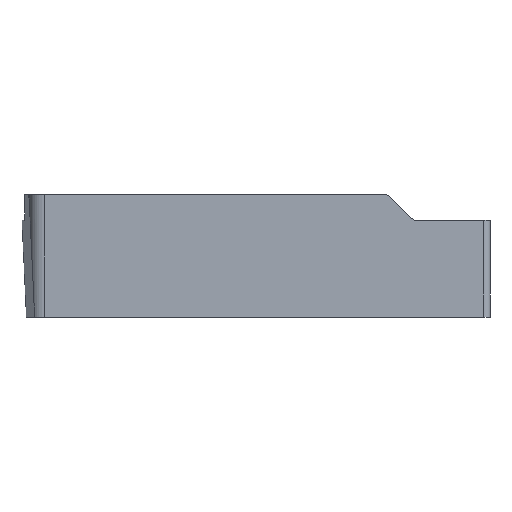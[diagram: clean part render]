
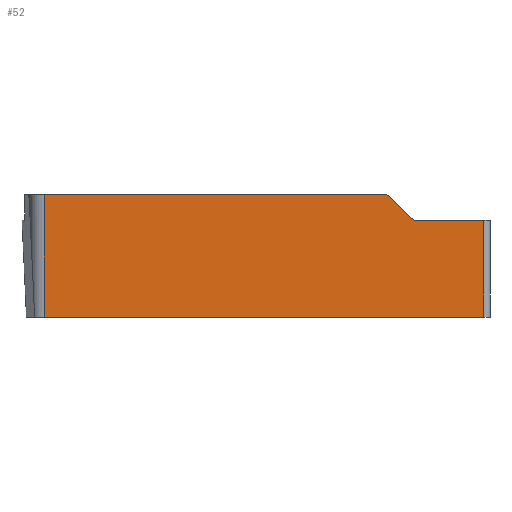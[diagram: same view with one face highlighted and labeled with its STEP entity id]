
A CAD part, left-side view. The second image highlights one B-rep face of the part: STEP entity #52.
In plain terms, the highlighted planar face has unit normal (-1, 0, 0).
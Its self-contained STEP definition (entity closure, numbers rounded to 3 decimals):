
#52=ADVANCED_FACE('',(#89),#71,.F.);
#71=PLANE('',#520);
#89=FACE_OUTER_BOUND('',#112,.T.);
#112=EDGE_LOOP('',(#195,#196,#197,#198,#199,#200,#201,#202));
#142=CIRCLE('',#518,0.5);
#143=CIRCLE('',#519,0.3);
#195=ORIENTED_EDGE('',*,*,#318,.F.);
#196=ORIENTED_EDGE('',*,*,#352,.T.);
#197=ORIENTED_EDGE('',*,*,#353,.T.);
#198=ORIENTED_EDGE('',*,*,#354,.T.);
#199=ORIENTED_EDGE('',*,*,#355,.T.);
#200=ORIENTED_EDGE('',*,*,#356,.T.);
#201=ORIENTED_EDGE('',*,*,#357,.F.);
#202=ORIENTED_EDGE('',*,*,#343,.F.);
#276=VERTEX_POINT('',#727);
#277=VERTEX_POINT('',#729);
#298=VERTEX_POINT('',#807);
#303=VERTEX_POINT('',#823);
#304=VERTEX_POINT('',#827);
#305=VERTEX_POINT('',#829);
#306=VERTEX_POINT('',#831);
#307=VERTEX_POINT('',#833);
#318=EDGE_CURVE('',#276,#277,#379,.T.);
#343=EDGE_CURVE('',#277,#298,#393,.T.);
#352=EDGE_CURVE('',#276,#303,#399,.T.);
#353=EDGE_CURVE('',#303,#304,#400,.T.);
#354=EDGE_CURVE('',#304,#305,#142,.T.);
#355=EDGE_CURVE('',#305,#306,#401,.T.);
#356=EDGE_CURVE('',#306,#307,#143,.T.);
#357=EDGE_CURVE('',#298,#307,#402,.T.);
#379=LINE('',#728,#419);
#393=LINE('',#806,#433);
#399=LINE('',#824,#439);
#400=LINE('',#826,#440);
#401=LINE('',#830,#441);
#402=LINE('',#834,#442);
#419=VECTOR('',#552,1.);
#433=VECTOR('',#590,1.);
#439=VECTOR('',#608,1.);
#440=VECTOR('',#611,1.);
#441=VECTOR('',#614,1.);
#442=VECTOR('',#617,1.);
#518=AXIS2_PLACEMENT_3D('',#828,#612,#613);
#519=AXIS2_PLACEMENT_3D('',#832,#615,#616);
#520=AXIS2_PLACEMENT_3D('',#835,#618,#619);
#552=DIRECTION('',(0.,1.,0.));
#590=DIRECTION('',(0.,0.,1.));
#608=DIRECTION('',(0.,0.,1.));
#611=DIRECTION('',(0.,1.,0.));
#612=DIRECTION('',(1.,0.,0.));
#613=DIRECTION('',(0.,-1.,0.));
#614=DIRECTION('',(0.,0.707,0.707));
#615=DIRECTION('',(-1.,0.,0.));
#616=DIRECTION('',(0.,1.,0.));
#617=DIRECTION('',(0.,-1.,0.));
#618=DIRECTION('',(1.,0.,0.));
#619=DIRECTION('',(0.,-1.,0.));
#727=CARTESIAN_POINT('',(-3.3,-14.1,-6.389));
#728=CARTESIAN_POINT('',(-3.3,-14.1,-6.389));
#729=CARTESIAN_POINT('',(-3.3,14.925,-6.389));
#806=CARTESIAN_POINT('',(-3.3,14.925,10.));
#807=CARTESIAN_POINT('',(-3.3,14.925,1.689));
#823=CARTESIAN_POINT('',(-3.3,-14.1,0.));
#824=CARTESIAN_POINT('',(-3.3,-14.1,10.));
#826=CARTESIAN_POINT('',(-3.3,-14.1,0.));
#827=CARTESIAN_POINT('',(-3.3,-9.647,0.));
#828=CARTESIAN_POINT('',(-3.3,-9.647,0.5));
#829=CARTESIAN_POINT('',(-3.3,-9.293,0.146));
#830=CARTESIAN_POINT('',(-3.3,-6.77,2.67));
#831=CARTESIAN_POINT('',(-3.3,-7.838,1.602));
#832=CARTESIAN_POINT('',(-3.3,-7.626,1.389));
#833=CARTESIAN_POINT('',(-3.3,-7.626,1.689));
#834=CARTESIAN_POINT('',(-3.3,-14.1,1.689));
#835=CARTESIAN_POINT('',(-3.3,-14.1,10.));
